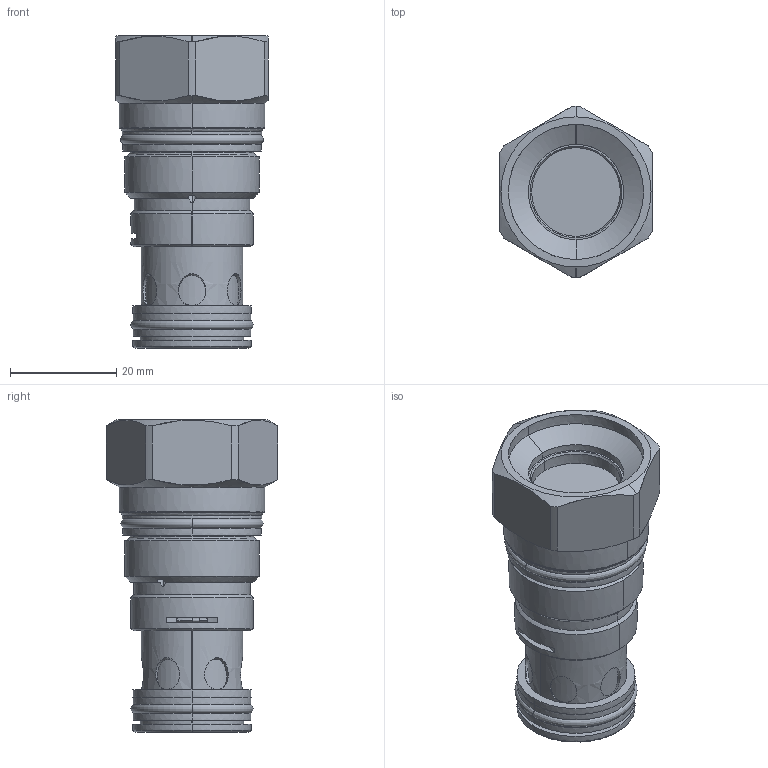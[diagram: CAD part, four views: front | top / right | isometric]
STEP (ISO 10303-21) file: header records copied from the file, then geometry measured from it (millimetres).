
FILE_DESCRIPTION((''),'2;1');
FILE_NAME('DFDA8DN_SW_PRT','2020-05-13T',('charlief'),(''),'PRO/ENGINEER BY PARAMETRIC TECHNOLOGY CORPORATION, 2016010','PRO/ENGINEER BY PARAMETRIC TECHNOLOGY CORPORATION, 2016010','');
FILE_SCHEMA(('CONFIG_CONTROL_DESIGN'));
Length unit declared in the file: inch
Products named in the file (1): DFDA8DN_SW_PRT
Bounding box: 28.57 x 32.21 x 58.78 mm (x, y, z)
Surface area: 10492.4 mm2 (no closed solid volume)
Topology: 0 solids, 0 shells, 192 faces, 910 edges, 896 vertices
Faces by surface type: bspline 167, torus 25
Entity records: 32078 total; most frequent: CARTESIAN_POINT 24250, DIRECTION 1250, TRIMMED_CURVE 967, DEFINITIONAL_REPRESENTATION 882, PCURVE 882, COMPOSITE_CURVE_SEGMENT 882, VECTOR 734, LINE 734
